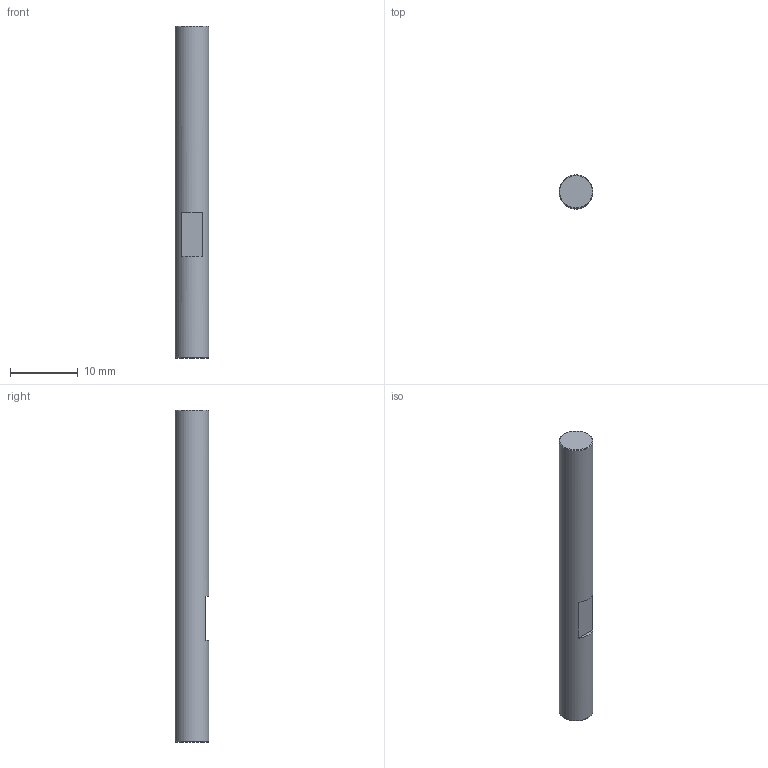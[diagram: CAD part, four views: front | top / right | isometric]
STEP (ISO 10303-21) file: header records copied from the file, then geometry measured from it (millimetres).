
FILE_DESCRIPTION(/* description */ (''),/* implementation_level */ '2;1');
FILE_NAME(/* name */ 'f5f1177d-e63e-40d6-998f-ba12b418af40.stp',/* time_stamp */ '2021-05-29T18:17:22+00:00',/* author */ (''),/* organization */ (''),/* preprocessor_version */ 'ST-DEVELOPER v18.1',/* originating_system */ 'Autodesk Translation Framework v10.9.0.1377',/* authorisation */ '');
FILE_SCHEMA (('AUTOMOTIVE_DESIGN { 1 0 10303 214 3 1 1 }'));
Length unit declared in the file: millimetre
Products named in the file (1): Main-Shaft-REL1
Bounding box: 5 x 5 x 49 mm (x, y, z)
Volume: 955.3 mm3; surface area: 807.7 mm2
Topology: 1 solids, 1 shells, 8 faces, 13 edges, 8 vertices
Faces by surface type: plane 5, cone 2, cylinder 1
Full cylindrical faces by diameter (mm): 5 x1
Entity records: 220 total; most frequent: DIRECTION 37, CARTESIAN_POINT 30, ORIENTED_EDGE 26, AXIS2_PLACEMENT_3D 15, EDGE_CURVE 13, EDGE_LOOP 9, FACE_OUTER_BOUND 8, VERTEX_POINT 8
